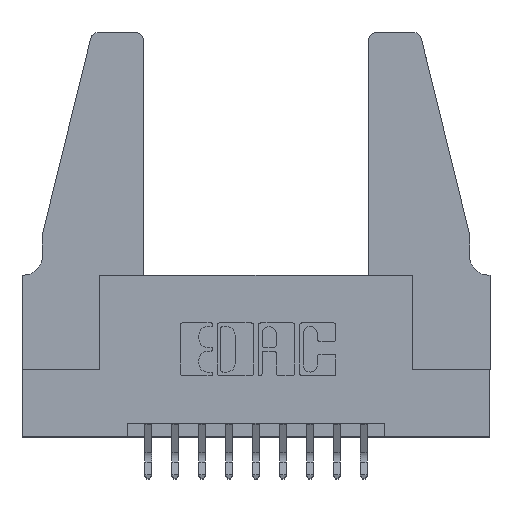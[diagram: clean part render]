
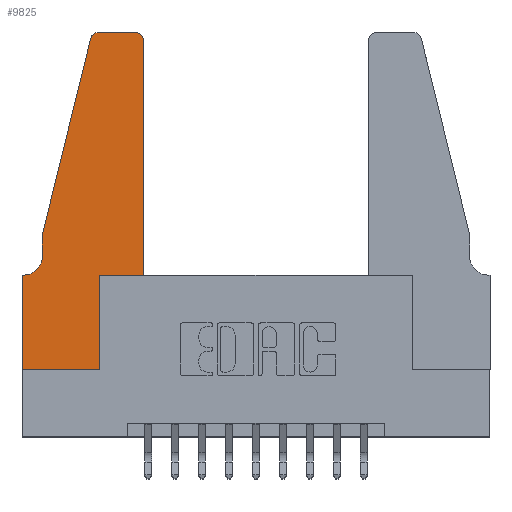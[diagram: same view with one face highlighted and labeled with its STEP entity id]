
A CAD part, top view. The second image highlights one B-rep face of the part: STEP entity #9825.
In plain terms, the highlighted planar face has unit normal (0, 0, 1).
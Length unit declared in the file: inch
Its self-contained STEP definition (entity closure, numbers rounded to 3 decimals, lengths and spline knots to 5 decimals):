
#318 = DIRECTION ( 'NONE',  ( 1., 0., 0. ) ) ;
#363 = LINE ( 'NONE', #11711, #3118 ) ;
#525 = CARTESIAN_POINT ( 'NONE',  ( 0.4505, 0.35, 0.37 ) ) ;
#601 = CARTESIAN_POINT ( 'NONE',  ( 0., 0., 0.37 ) ) ;
#646 = AXIS2_PLACEMENT_3D ( 'NONE', #10181, #1670, #9201 ) ;
#704 = CARTESIAN_POINT ( 'NONE',  ( 0.0055, 0.35, 0.37 ) ) ;
#707 = CARTESIAN_POINT ( 'NONE',  ( 0.4505, 0.35, 0.37 ) ) ;
#801 = EDGE_CURVE ( 'NONE', #7013, #11306, #9870, .T. ) ;
#950 = VERTEX_POINT ( 'NONE', #10085 ) ;
#961 = VERTEX_POINT ( 'NONE', #8397 ) ;
#1165 = EDGE_CURVE ( 'NONE', #10476, #950, #8744, .T. ) ;
#1213 = CARTESIAN_POINT ( 'NONE',  ( 0.284, 1.22, 0.37 ) ) ;
#1282 = VECTOR ( 'NONE', #318, 39.37008 ) ;
#1519 = LINE ( 'NONE', #13647, #10082 ) ;
#1662 = EDGE_CURVE ( 'NONE', #10293, #8638, #3437, .T. ) ;
#1667 = EDGE_CURVE ( 'NONE', #8638, #4543, #6313, .T. ) ;
#1670 = DIRECTION ( 'NONE',  ( 0., 0., 1. ) ) ;
#1907 = ORIENTED_EDGE ( 'NONE', *, *, #1165, .T. ) ;
#2176 = ORIENTED_EDGE ( 'NONE', *, *, #7521, .T. ) ;
#2329 = ORIENTED_EDGE ( 'NONE', *, *, #13725, .T. ) ;
#2357 = ORIENTED_EDGE ( 'NONE', *, *, #3771, .T. ) ;
#2395 = DIRECTION ( 'NONE',  ( 1., 0., 0. ) ) ;
#2417 = ORIENTED_EDGE ( 'NONE', *, *, #1662, .T. ) ;
#2447 = ORIENTED_EDGE ( 'NONE', *, *, #1667, .T. ) ;
#2524 = VECTOR ( 'NONE', #8352, 39.37008 ) ;
#2598 = ORIENTED_EDGE ( 'NONE', *, *, #10569, .T. ) ;
#2613 = ORIENTED_EDGE ( 'NONE', *, *, #8592, .T. ) ;
#2682 = ORIENTED_EDGE ( 'NONE', *, *, #11557, .T. ) ;
#2731 = ORIENTED_EDGE ( 'NONE', *, *, #801, .T. ) ;
#2745 = AXIS2_PLACEMENT_3D ( 'NONE', #10298, #4040, #11324 ) ;
#2842 = CARTESIAN_POINT ( 'NONE',  ( 0.0755, 0.5, 0.37 ) ) ;
#3084 = VECTOR ( 'NONE', #12239, 39.37008 ) ;
#3118 = VECTOR ( 'NONE', #12769, 39.37008 ) ;
#3437 = CIRCLE ( 'NONE', #8741, 0.07 ) ;
#3625 = CARTESIAN_POINT ( 'NONE',  ( 0.0755, 0.5, 0.37 ) ) ;
#3722 = VERTEX_POINT ( 'NONE', #4636 ) ;
#3771 = EDGE_CURVE ( 'NONE', #11399, #10293, #9479, .T. ) ;
#3963 = DIRECTION ( 'NONE',  ( -0.239, -0.971, 0. ) ) ;
#4040 = DIRECTION ( 'NONE',  ( 0., 0., 1. ) ) ;
#4106 = ORIENTED_EDGE ( 'NONE', *, *, #6030, .T. ) ;
#4118 = ORIENTED_EDGE ( 'NONE', *, *, #12599, .T. ) ;
#4136 = CARTESIAN_POINT ( 'NONE',  ( 0.4205, 1.25, 0.37 ) ) ;
#4479 = VERTEX_POINT ( 'NONE', #11020 ) ;
#4543 = VERTEX_POINT ( 'NONE', #7021 ) ;
#4636 = CARTESIAN_POINT ( 'NONE',  ( 0.4505, 1.22, 0.37 ) ) ;
#5133 = DIRECTION ( 'NONE',  ( 1., 0., 0. ) ) ;
#5867 = EDGE_LOOP ( 'NONE', ( #1907, #2176, #2329, #2357, #2417, #2447, #2598, #2613, #2682, #2731, #4106, #4118 ) ) ;
#5984 = CARTESIAN_POINT ( 'NONE',  ( 0.0755, 0.42, 0.37 ) ) ;
#6030 = EDGE_CURVE ( 'NONE', #11306, #3722, #9843, .T. ) ;
#6313 = LINE ( 'NONE', #6693, #3084 ) ;
#6443 = DIRECTION ( 'NONE',  ( 0., -1., 0. ) ) ;
#6488 = CARTESIAN_POINT ( 'NONE',  ( 0.2605, 1.25, 0.37 ) ) ;
#6693 = CARTESIAN_POINT ( 'NONE',  ( 0.0755, 0.35, 0.37 ) ) ;
#6742 = VECTOR ( 'NONE', #13027, 39.37008 ) ;
#7013 = VERTEX_POINT ( 'NONE', #11942 ) ;
#7021 = CARTESIAN_POINT ( 'NONE',  ( 0., 0.35, 0.37 ) ) ;
#7128 = PLANE ( 'NONE',  #646 ) ;
#7521 = EDGE_CURVE ( 'NONE', #950, #4479, #10756, .T. ) ;
#7620 = DIRECTION ( 'NONE',  ( -1., 0., 0. ) ) ;
#7794 = VERTEX_POINT ( 'NONE', #10274 ) ;
#8011 = AXIS2_PLACEMENT_3D ( 'NONE', #1213, #8812, #2395 ) ;
#8312 = CARTESIAN_POINT ( 'NONE',  ( 0.4505, 0.35, 0.37 ) ) ;
#8352 = DIRECTION ( 'NONE',  ( 0., 1., 0. ) ) ;
#8397 = CARTESIAN_POINT ( 'NONE',  ( 0.2865, 0., 0.37 ) ) ;
#8592 = EDGE_CURVE ( 'NONE', #7794, #961, #12667, .T. ) ;
#8638 = VERTEX_POINT ( 'NONE', #704 ) ;
#8741 = AXIS2_PLACEMENT_3D ( 'NONE', #10445, #12832, #12807 ) ;
#8744 = LINE ( 'NONE', #6488, #11137 ) ;
#8812 = DIRECTION ( 'NONE',  ( 0., 0., 1. ) ) ;
#9201 = DIRECTION ( 'NONE',  ( 1., 0., 0. ) ) ;
#9479 = LINE ( 'NONE', #3625, #6742 ) ;
#9546 = CIRCLE ( 'NONE', #2745, 0.03 ) ;
#9825 = ADVANCED_FACE ( 'NONE', ( #12627 ), #7128, .T. ) ;
#9843 = LINE ( 'NONE', #8312, #2524 ) ;
#9870 = LINE ( 'NONE', #707, #1282 ) ;
#9924 = VECTOR ( 'NONE', #5133, 39.37008 ) ;
#10082 = VECTOR ( 'NONE', #6443, 39.37008 ) ;
#10085 = CARTESIAN_POINT ( 'NONE',  ( 0.284, 1.25, 0.37 ) ) ;
#10181 = CARTESIAN_POINT ( 'NONE',  ( 0., 0.35, 0.37 ) ) ;
#10274 = CARTESIAN_POINT ( 'NONE',  ( 0., 0., 0.37 ) ) ;
#10293 = VERTEX_POINT ( 'NONE', #5984 ) ;
#10298 = CARTESIAN_POINT ( 'NONE',  ( 0.4205, 1.22, 0.37 ) ) ;
#10414 = CARTESIAN_POINT ( 'NONE',  ( 0.0755, 0.5, 0.37 ) ) ;
#10445 = CARTESIAN_POINT ( 'NONE',  ( 0.0055, 0.42, 0.37 ) ) ;
#10476 = VERTEX_POINT ( 'NONE', #4136 ) ;
#10569 = EDGE_CURVE ( 'NONE', #4543, #7794, #1519, .T. ) ;
#10756 = CIRCLE ( 'NONE', #8011, 0.03 ) ;
#11020 = CARTESIAN_POINT ( 'NONE',  ( 0.25487, 1.22718, 0.37 ) ) ;
#11137 = VECTOR ( 'NONE', #7620, 39.37008 ) ;
#11306 = VERTEX_POINT ( 'NONE', #525 ) ;
#11324 = DIRECTION ( 'NONE',  ( 1., 0., 0. ) ) ;
#11399 = VERTEX_POINT ( 'NONE', #10414 ) ;
#11429 = VECTOR ( 'NONE', #3963, 39.37008 ) ;
#11557 = EDGE_CURVE ( 'NONE', #961, #7013, #363, .T. ) ;
#11711 = CARTESIAN_POINT ( 'NONE',  ( 0.2865, 0.35, 0.37 ) ) ;
#11749 = LINE ( 'NONE', #2842, #11429 ) ;
#11942 = CARTESIAN_POINT ( 'NONE',  ( 0.2865, 0.35, 0.37 ) ) ;
#12239 = DIRECTION ( 'NONE',  ( -1., 0., 0. ) ) ;
#12599 = EDGE_CURVE ( 'NONE', #3722, #10476, #9546, .T. ) ;
#12627 = FACE_OUTER_BOUND ( 'NONE', #5867, .T. ) ;
#12667 = LINE ( 'NONE', #601, #9924 ) ;
#12769 = DIRECTION ( 'NONE',  ( 0., 1., 0. ) ) ;
#12807 = DIRECTION ( 'NONE',  ( -1., 0., 0. ) ) ;
#12832 = DIRECTION ( 'NONE',  ( 0., 0., -1. ) ) ;
#13027 = DIRECTION ( 'NONE',  ( 0., -1., 0. ) ) ;
#13647 = CARTESIAN_POINT ( 'NONE',  ( 0., 0., 0.37 ) ) ;
#13725 = EDGE_CURVE ( 'NONE', #4479, #11399, #11749, .T. ) ;
